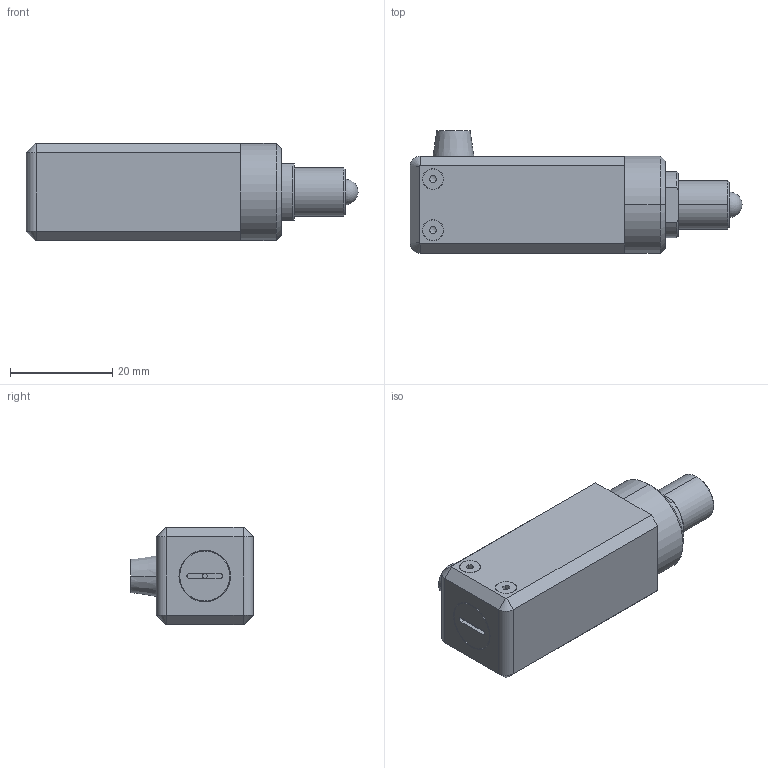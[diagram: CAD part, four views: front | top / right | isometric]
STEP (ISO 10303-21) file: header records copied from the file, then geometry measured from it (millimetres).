
FILE_DESCRIPTION (( 'STEP AP214' ), '1' );
FILE_NAME ('ddtg302_v4_20210828¿Í»§.STEP', '2023-03-08T09:26:29', ( '' ), ( '' ), 'SwSTEP 2.0', 'SolidWorks 2021', '' );
FILE_SCHEMA (( 'AUTOMOTIVE_DESIGN' ));
Length unit declared in the file: millimetre
Products named in the file (1): ddtg302_v4_20210828諦誧
Bounding box: 65 x 24 x 19 mm (x, y, z)
Volume: 15952.6 mm3; surface area: 9900.7 mm2
Topology: 3 solids, 15 shells, 549 faces, 1436 edges, 927 vertices
Faces by surface type: plane 302, cylinder 178, cone 50, torus 12, sphere 7
Entity records: 22845 total; most frequent: CARTESIAN_POINT 3202, DIRECTION 2988, ORIENTED_EDGE 2868, EDGE_CURVE 1434, AXIS2_PLACEMENT_3D 1056, VERTEX_POINT 926, VECTOR 876, LINE 876
